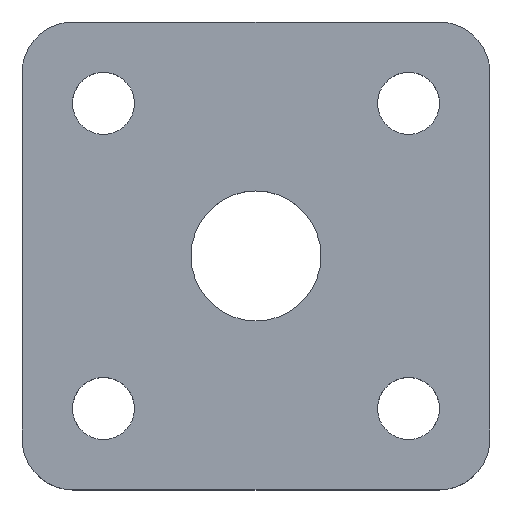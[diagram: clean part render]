
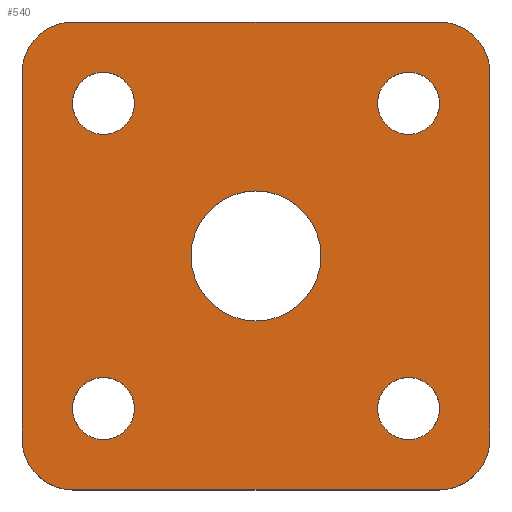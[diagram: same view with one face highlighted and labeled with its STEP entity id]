
A CAD part, top view. The second image highlights one B-rep face of the part: STEP entity #540.
In plain terms, the highlighted planar face has unit normal (0, 0, 1).
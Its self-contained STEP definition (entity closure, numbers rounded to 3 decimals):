
#38=FACE_BOUND('',#110,.T.);
#39=FACE_BOUND('',#111,.T.);
#40=FACE_BOUND('',#112,.T.);
#41=FACE_BOUND('',#113,.T.);
#42=FACE_BOUND('',#114,.T.);
#50=PLANE('',#622);
#73=FACE_OUTER_BOUND('',#109,.T.);
#109=EDGE_LOOP('',(#485,#486,#487,#488,#489,#490,#491,#492));
#110=EDGE_LOOP('',(#493,#494));
#111=EDGE_LOOP('',(#495,#496));
#112=EDGE_LOOP('',(#497,#498));
#113=EDGE_LOOP('',(#499,#500));
#114=EDGE_LOOP('',(#501,#502));
#120=LINE('',#804,#149);
#126=LINE('',#838,#155);
#129=LINE('',#854,#158);
#143=LINE('',#1073,#172);
#149=VECTOR('',#650,10.);
#155=VECTOR('',#684,10.);
#158=VECTOR('',#701,10.);
#172=VECTOR('',#775,10.);
#177=CIRCLE('',#568,5.);
#189=CIRCLE('',#583,5.);
#194=CIRCLE('',#590,5.);
#195=CIRCLE('',#593,5.);
#202=CIRCLE('',#607,3.05);
#203=CIRCLE('',#608,3.05);
#204=CIRCLE('',#610,3.05);
#205=CIRCLE('',#611,3.05);
#206=CIRCLE('',#613,3.05);
#207=CIRCLE('',#614,3.05);
#208=CIRCLE('',#616,3.05);
#209=CIRCLE('',#617,3.05);
#210=CIRCLE('',#619,6.39);
#211=CIRCLE('',#620,6.39);
#216=VERTEX_POINT('',#791);
#217=VERTEX_POINT('',#792);
#221=VERTEX_POINT('',#802);
#234=VERTEX_POINT('',#832);
#235=VERTEX_POINT('',#836);
#240=VERTEX_POINT('',#848);
#241=VERTEX_POINT('',#852);
#242=VERTEX_POINT('',#856);
#259=VERTEX_POINT('',#1041);
#260=VERTEX_POINT('',#1042);
#261=VERTEX_POINT('',#1047);
#262=VERTEX_POINT('',#1048);
#263=VERTEX_POINT('',#1054);
#264=VERTEX_POINT('',#1055);
#265=VERTEX_POINT('',#1060);
#266=VERTEX_POINT('',#1061);
#267=VERTEX_POINT('',#1067);
#268=VERTEX_POINT('',#1068);
#274=EDGE_CURVE('',#216,#217,#177,.T.);
#280=EDGE_CURVE('',#216,#221,#120,.T.);
#294=EDGE_CURVE('',#234,#221,#189,.T.);
#297=EDGE_CURVE('',#234,#235,#126,.T.);
#302=EDGE_CURVE('',#240,#235,#194,.T.);
#305=EDGE_CURVE('',#240,#241,#129,.T.);
#306=EDGE_CURVE('',#242,#241,#195,.T.);
#329=EDGE_CURVE('',#259,#260,#202,.T.);
#330=EDGE_CURVE('',#260,#259,#203,.T.);
#332=EDGE_CURVE('',#261,#262,#204,.T.);
#333=EDGE_CURVE('',#262,#261,#205,.T.);
#336=EDGE_CURVE('',#263,#264,#206,.T.);
#337=EDGE_CURVE('',#264,#263,#207,.T.);
#339=EDGE_CURVE('',#265,#266,#208,.T.);
#340=EDGE_CURVE('',#266,#265,#209,.T.);
#343=EDGE_CURVE('',#267,#268,#210,.T.);
#344=EDGE_CURVE('',#268,#267,#211,.T.);
#346=EDGE_CURVE('',#242,#217,#143,.T.);
#485=ORIENTED_EDGE('',*,*,#274,.F.);
#486=ORIENTED_EDGE('',*,*,#280,.T.);
#487=ORIENTED_EDGE('',*,*,#294,.F.);
#488=ORIENTED_EDGE('',*,*,#297,.T.);
#489=ORIENTED_EDGE('',*,*,#302,.F.);
#490=ORIENTED_EDGE('',*,*,#305,.T.);
#491=ORIENTED_EDGE('',*,*,#306,.F.);
#492=ORIENTED_EDGE('',*,*,#346,.T.);
#493=ORIENTED_EDGE('',*,*,#329,.T.);
#494=ORIENTED_EDGE('',*,*,#330,.T.);
#495=ORIENTED_EDGE('',*,*,#332,.T.);
#496=ORIENTED_EDGE('',*,*,#333,.T.);
#497=ORIENTED_EDGE('',*,*,#336,.T.);
#498=ORIENTED_EDGE('',*,*,#337,.T.);
#499=ORIENTED_EDGE('',*,*,#339,.T.);
#500=ORIENTED_EDGE('',*,*,#340,.T.);
#501=ORIENTED_EDGE('',*,*,#343,.T.);
#502=ORIENTED_EDGE('',*,*,#344,.T.);
#540=ADVANCED_FACE('',(#73,#38,#39,#40,#41,#42),#50,.T.);
#568=AXIS2_PLACEMENT_3D('',#793,#640,#641);
#583=AXIS2_PLACEMENT_3D('',#833,#678,#679);
#590=AXIS2_PLACEMENT_3D('',#849,#695,#696);
#593=AXIS2_PLACEMENT_3D('',#857,#704,#705);
#607=AXIS2_PLACEMENT_3D('',#1043,#738,#739);
#608=AXIS2_PLACEMENT_3D('',#1044,#740,#741);
#610=AXIS2_PLACEMENT_3D('',#1049,#745,#746);
#611=AXIS2_PLACEMENT_3D('',#1050,#747,#748);
#613=AXIS2_PLACEMENT_3D('',#1056,#753,#754);
#614=AXIS2_PLACEMENT_3D('',#1057,#755,#756);
#616=AXIS2_PLACEMENT_3D('',#1062,#760,#761);
#617=AXIS2_PLACEMENT_3D('',#1063,#762,#763);
#619=AXIS2_PLACEMENT_3D('',#1069,#768,#769);
#620=AXIS2_PLACEMENT_3D('',#1070,#770,#771);
#622=AXIS2_PLACEMENT_3D('',#1074,#776,#777);
#640=DIRECTION('center_axis',(0.,0.,-1.));
#641=DIRECTION('ref_axis',(-0.707,-0.707,0.));
#650=DIRECTION('',(1.,0.,0.));
#678=DIRECTION('center_axis',(0.,0.,-1.));
#679=DIRECTION('ref_axis',(0.707,-0.707,0.));
#684=DIRECTION('',(0.,1.,0.));
#695=DIRECTION('center_axis',(0.,0.,-1.));
#696=DIRECTION('ref_axis',(0.707,0.707,0.));
#701=DIRECTION('',(-1.,0.,0.));
#704=DIRECTION('center_axis',(0.,0.,-1.));
#705=DIRECTION('ref_axis',(-0.707,0.707,0.));
#738=DIRECTION('center_axis',(0.,0.,-1.));
#739=DIRECTION('ref_axis',(1.,0.,0.));
#740=DIRECTION('center_axis',(0.,0.,-1.));
#741=DIRECTION('ref_axis',(1.,0.,0.));
#745=DIRECTION('center_axis',(0.,0.,-1.));
#746=DIRECTION('ref_axis',(1.,0.,0.));
#747=DIRECTION('center_axis',(0.,0.,-1.));
#748=DIRECTION('ref_axis',(1.,0.,0.));
#753=DIRECTION('center_axis',(0.,0.,-1.));
#754=DIRECTION('ref_axis',(1.,0.,0.));
#755=DIRECTION('center_axis',(0.,0.,-1.));
#756=DIRECTION('ref_axis',(1.,0.,0.));
#760=DIRECTION('center_axis',(0.,0.,-1.));
#761=DIRECTION('ref_axis',(1.,0.,0.));
#762=DIRECTION('center_axis',(0.,0.,-1.));
#763=DIRECTION('ref_axis',(1.,0.,0.));
#768=DIRECTION('center_axis',(0.,0.,-1.));
#769=DIRECTION('ref_axis',(1.,0.,0.));
#770=DIRECTION('center_axis',(0.,0.,-1.));
#771=DIRECTION('ref_axis',(1.,0.,0.));
#775=DIRECTION('',(0.,-1.,0.));
#776=DIRECTION('center_axis',(0.,0.,1.));
#777=DIRECTION('ref_axis',(1.,0.,0.));
#791=CARTESIAN_POINT('',(-18.,-23.,8.));
#792=CARTESIAN_POINT('',(-23.,-18.,8.));
#793=CARTESIAN_POINT('Origin',(-18.,-18.,8.));
#802=CARTESIAN_POINT('',(18.,-23.,8.));
#804=CARTESIAN_POINT('',(-23.,-23.,8.));
#832=CARTESIAN_POINT('',(23.,-18.,8.));
#833=CARTESIAN_POINT('Origin',(18.,-18.,8.));
#836=CARTESIAN_POINT('',(23.,18.,8.));
#838=CARTESIAN_POINT('',(23.,-23.,8.));
#848=CARTESIAN_POINT('',(18.,23.,8.));
#849=CARTESIAN_POINT('Origin',(18.,18.,8.));
#852=CARTESIAN_POINT('',(-18.,23.,8.));
#854=CARTESIAN_POINT('',(23.,23.,8.));
#856=CARTESIAN_POINT('',(-23.,18.,8.));
#857=CARTESIAN_POINT('Origin',(-18.,18.,8.));
#1041=CARTESIAN_POINT('',(18.05,-15.,8.));
#1042=CARTESIAN_POINT('',(11.95,-15.,8.));
#1043=CARTESIAN_POINT('Origin',(15.,-15.,8.));
#1044=CARTESIAN_POINT('Origin',(15.,-15.,8.));
#1047=CARTESIAN_POINT('',(-11.95,15.,8.));
#1048=CARTESIAN_POINT('',(-18.05,15.,8.));
#1049=CARTESIAN_POINT('Origin',(-15.,15.,8.));
#1050=CARTESIAN_POINT('Origin',(-15.,15.,8.));
#1054=CARTESIAN_POINT('',(18.05,15.,8.));
#1055=CARTESIAN_POINT('',(11.95,15.,8.));
#1056=CARTESIAN_POINT('Origin',(15.,15.,8.));
#1057=CARTESIAN_POINT('Origin',(15.,15.,8.));
#1060=CARTESIAN_POINT('',(-11.95,-15.,8.));
#1061=CARTESIAN_POINT('',(-18.05,-15.,8.));
#1062=CARTESIAN_POINT('Origin',(-15.,-15.,8.));
#1063=CARTESIAN_POINT('Origin',(-15.,-15.,8.));
#1067=CARTESIAN_POINT('',(6.39,0.,8.));
#1068=CARTESIAN_POINT('',(-6.39,0.,8.));
#1069=CARTESIAN_POINT('Origin',(0.,0.,8.));
#1070=CARTESIAN_POINT('Origin',(0.,0.,8.));
#1073=CARTESIAN_POINT('',(-23.,23.,8.));
#1074=CARTESIAN_POINT('Origin',(0.,0.,8.));
